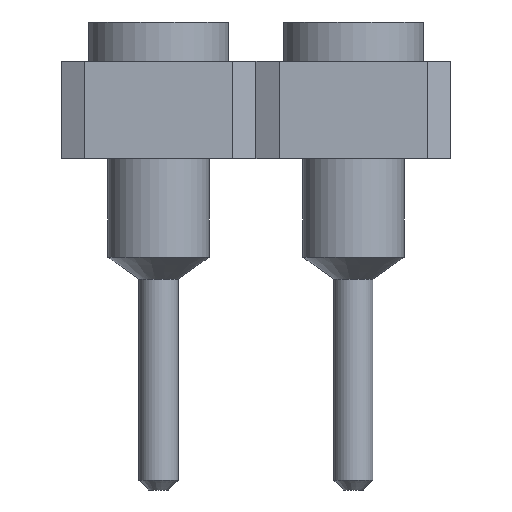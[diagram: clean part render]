
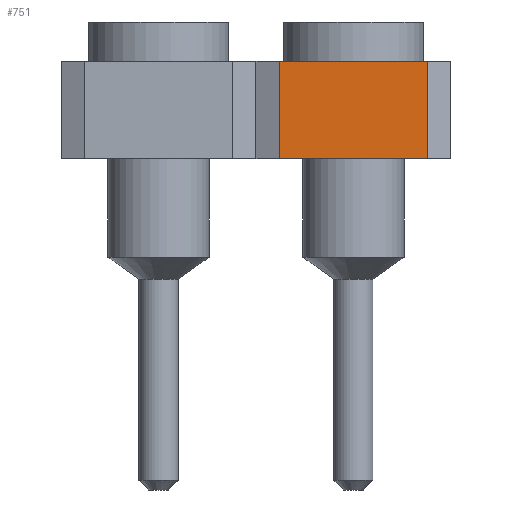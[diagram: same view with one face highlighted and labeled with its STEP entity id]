
A CAD part, left-side view. The second image highlights one B-rep face of the part: STEP entity #751.
In plain terms, the highlighted planar face has unit normal (-1, 0, 0).
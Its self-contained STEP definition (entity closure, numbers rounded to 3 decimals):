
#751=ADVANCED_FACE('',(#1623),#1625,.T.);
#1623=FACE_BOUND('',#1624,.T.);
#1624=EDGE_LOOP('',(#2387,#2388,#2389,#2390));
#1625=PLANE('',#1626);
#1626=AXIS2_PLACEMENT_3D('',#1627,#1628,#1629);
#1627=CARTESIAN_POINT('',(-1.385,0.97,1.57));
#1628=DIRECTION('',(-1.,0.,0.));
#1629=DIRECTION('',(0.,-1.,0.));
#2387=ORIENTED_EDGE('',*,*,#2606,.T.);
#2388=ORIENTED_EDGE('',*,*,#2757,.T.);
#2389=ORIENTED_EDGE('',*,*,#2666,.F.);
#2390=ORIENTED_EDGE('',*,*,#2758,.F.);
#2606=EDGE_CURVE('',#2902,#2900,#2903,.T.);
#2666=EDGE_CURVE('',#3015,#3017,#3018,.T.);
#2757=EDGE_CURVE('',#2900,#3017,#3164,.T.);
#2758=EDGE_CURVE('',#2902,#3015,#3165,.T.);
#2900=VERTEX_POINT('',#3429);
#2902=VERTEX_POINT('',#3433);
#2903=LINE('',#3434,#3435);
#3015=VERTEX_POINT('',#3686);
#3017=VERTEX_POINT('',#3690);
#3018=LINE('',#3691,#3692);
#3164=LINE('',#4040,#4041);
#3165=LINE('',#4043,#4044);
#3429=CARTESIAN_POINT('',(-1.385,-0.97,1.57));
#3433=CARTESIAN_POINT('',(-1.385,0.97,1.57));
#3434=CARTESIAN_POINT('',(-1.385,0.97,1.57));
#3435=VECTOR('',#3436,1.);
#3436=DIRECTION('',(0.,-1.,0.));
#3686=CARTESIAN_POINT('',(-1.385,0.97,2.84));
#3690=CARTESIAN_POINT('',(-1.385,-0.97,2.84));
#3691=CARTESIAN_POINT('',(-1.385,0.97,2.84));
#3692=VECTOR('',#3693,1.);
#3693=DIRECTION('',(0.,-1.,0.));
#4040=CARTESIAN_POINT('',(-1.385,-0.97,1.57));
#4041=VECTOR('',#4042,1.);
#4042=DIRECTION('',(0.,0.,1.));
#4043=CARTESIAN_POINT('',(-1.385,0.97,1.57));
#4044=VECTOR('',#4045,1.);
#4045=DIRECTION('',(0.,0.,1.));
